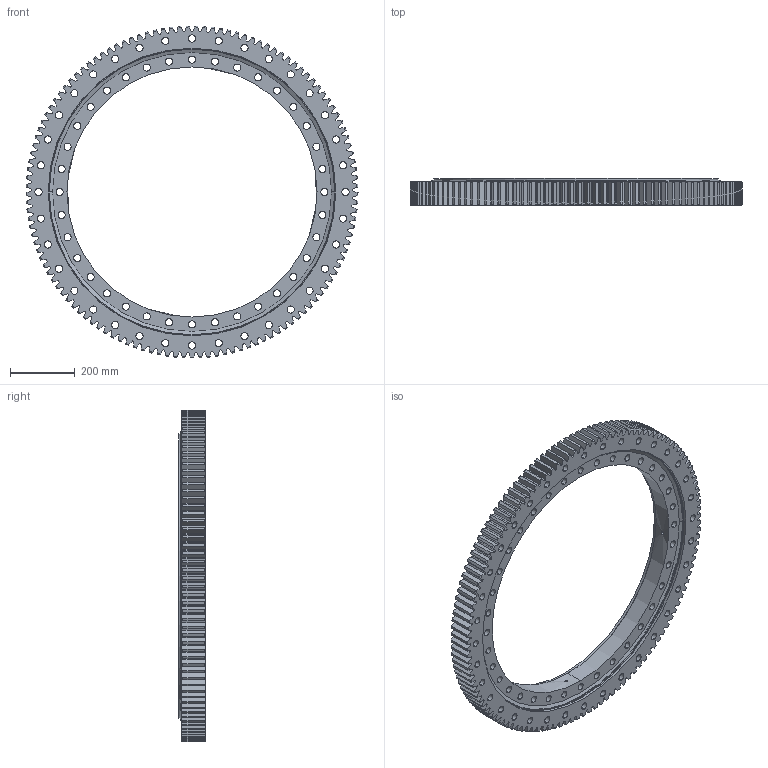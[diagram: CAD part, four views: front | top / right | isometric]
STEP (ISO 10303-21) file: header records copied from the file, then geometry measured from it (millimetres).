
FILE_DESCRIPTION (( 'STEP AP203' ), '1' );
FILE_NAME ('01-0880-00.STEP', '2017-12-26T10:02:50', ( 'defontaine' ), ( 'Hewlett-Packard Company' ), 'SwSTEP 2.0', 'SolidWorks 2016', '' );
FILE_SCHEMA (( 'CONFIG_CONTROL_DESIGN' ));
Length unit declared in the file: millimetre
Products named in the file (1): 01-0880-00
Bounding box: 1021.99 x 82 x 1021.92 mm (x, y, z)
Volume: 18541107.8 mm3; surface area: 2255656 mm2
Topology: 5 solids, 5 shells, 964 faces, 2837 edges, 1883 vertices
Faces by surface type: cylinder 421, plane 264, cone 259, torus 18, sphere 2
Entity records: 33845 total; most frequent: CARTESIAN_POINT 7705, ORIENTED_EDGE 5664, DIRECTION 5382, EDGE_CURVE 2832, AXIS2_PLACEMENT_3D 2101, VERTEX_POINT 1880, VECTOR 1180, LINE 1180
